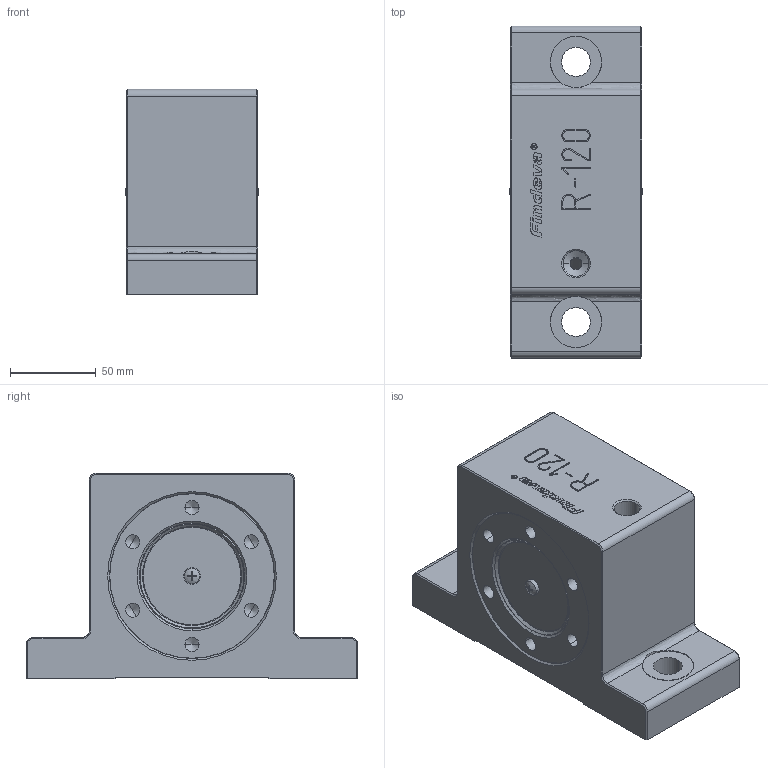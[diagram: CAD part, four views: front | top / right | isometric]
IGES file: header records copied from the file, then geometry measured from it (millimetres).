
Global section: file name: No Iges File Name specified; native system: Autodesk Inventor 2011; preprocessor: AutoDesk Inventor Iges Exporter R2011; author: Petr; date: 20120328.165353; units: millimetre
Bounding box: 77.58 x 194 x 120 mm (x, y, z)
Volume: 1180098 mm3; surface area: 98963.6 mm2
Topology: 1 solids, 3 shells, 476 faces, 1197 edges, 756 vertices
Faces by surface type: plane 195, bspline 142, revolution 71, cone 28, cylinder 26, torus 12, sphere 2
